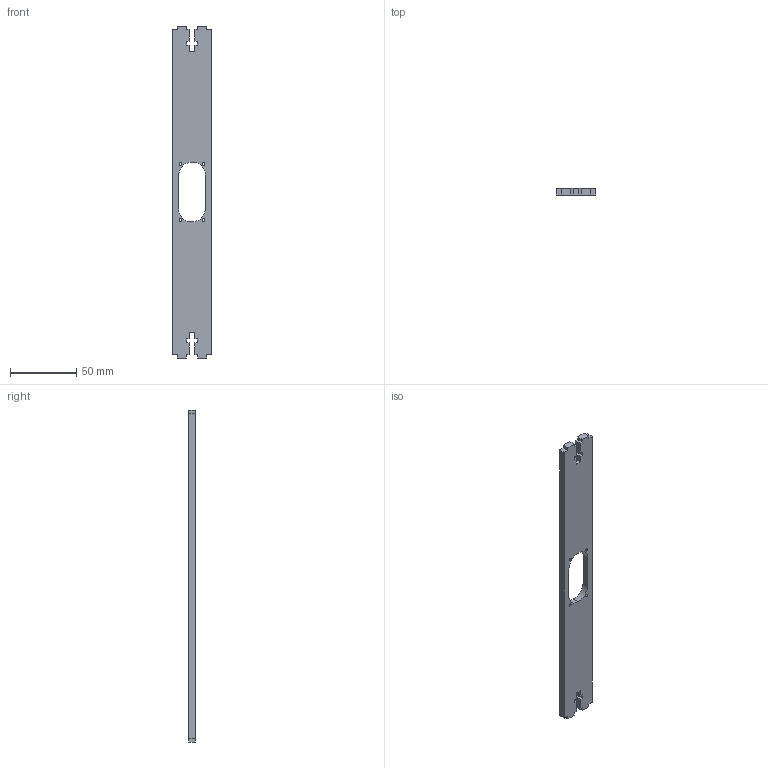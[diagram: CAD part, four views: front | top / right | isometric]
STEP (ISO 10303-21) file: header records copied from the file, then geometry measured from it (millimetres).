
FILE_DESCRIPTION(('CATIA V5 STEP Exchange'),'2;1');
FILE_NAME('Ultrasonic sensor support.stp','2019-12-29T12:19:27+00:00',('none'),('none'),'CATIA Version 5 Release 20 GA (IN-10)','CATIA V5 STEP AP203','none');
FILE_SCHEMA(('CONFIG_CONTROL_DESIGN'));
Length unit declared in the file: millimetre
Products named in the file (1): frame final (2)
Assembly tree (1 placements, depth 2):
  frame final (2)
    #58
Bounding box: 30 x 5 x 250 mm (x, y, z)
Volume: 32087.4 mm3; surface area: 16796.8 mm2
Topology: 1 solids, 1 shells, 62 faces, 180 edges, 120 vertices
Faces by surface type: plane 50, cylinder 12
Entity records: 2457 total; most frequent: CARTESIAN_POINT 775, ORIENTED_EDGE 360, DIRECTION 287, EDGE_CURVE 180, VECTOR 156, LINE 156, VERTEX_POINT 120, EDGE_LOOP 72
